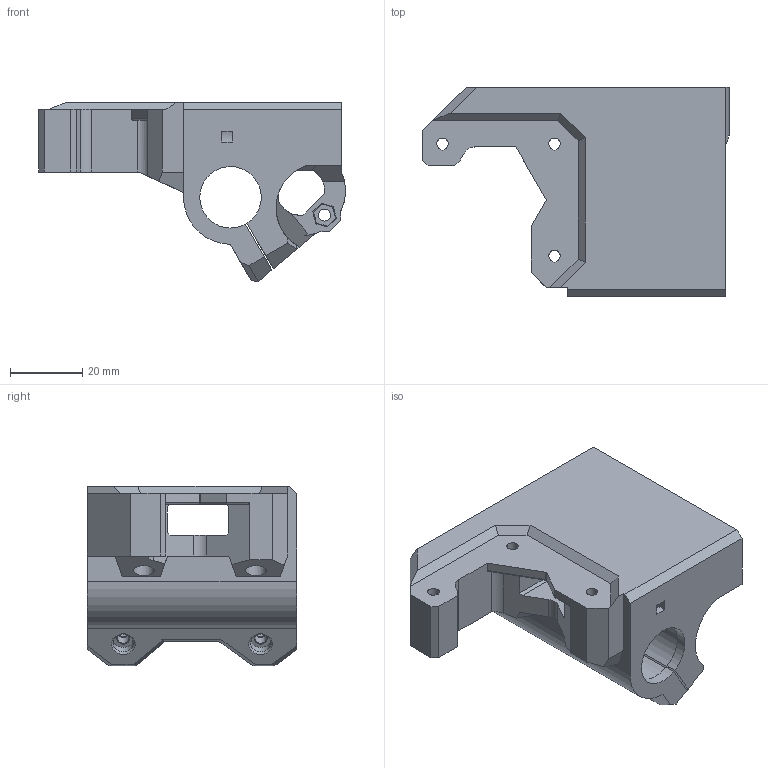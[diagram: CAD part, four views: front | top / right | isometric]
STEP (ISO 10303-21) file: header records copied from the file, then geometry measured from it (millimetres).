
FILE_DESCRIPTION(/* description */ (''),/* implementation_level */ '2;1');
FILE_NAME(/* name */ 'MB-Z10.x-axis.MB-x-idler-right.Mini Bear 2 With OEM Z-Axis.step',/* time_stamp */ '2023-03-27T17:12:26+02:00',/* author */ (''),/* organization */ (''),/* preprocessor_version */ 'ST-DEVELOPER v19.2',/* originating_system */ 'Autodesk Translation Framework v11.17.0.187',/* authorisation */ '');
FILE_SCHEMA (('AUTOMOTIVE_DESIGN { 1 0 10303 214 3 1 1 }'));
Length unit declared in the file: millimetre
Products named in the file (1): Mini Bear 2 With OEM Z-Axis
Bounding box: 84.88 x 58 x 49.65 mm (x, y, z)
Volume: 70861.6 mm3; surface area: 26667.6 mm2
Topology: 1 solids, 6 shells, 315 faces, 835 edges, 537 vertices
Faces by surface type: plane 267, cylinder 35, cone 9, bspline 3, torus 1
Full cylindrical faces by diameter (mm): 3.2 x5, 3.3 x3, 5.6 x2, 5.8 x3, 13.5 x1
Entity records: 9740 total; most frequent: CARTESIAN_POINT 1899, ORIENTED_EDGE 1670, DIRECTION 1524, EDGE_CURVE 835, LINE 666, VECTOR 666, VERTEX_POINT 537, AXIS2_PLACEMENT_3D 429
